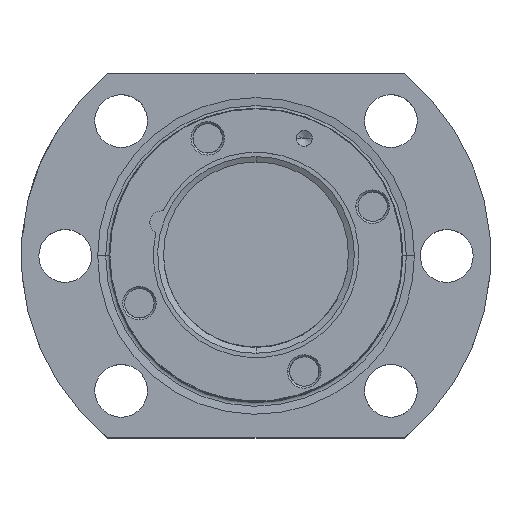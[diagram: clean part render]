
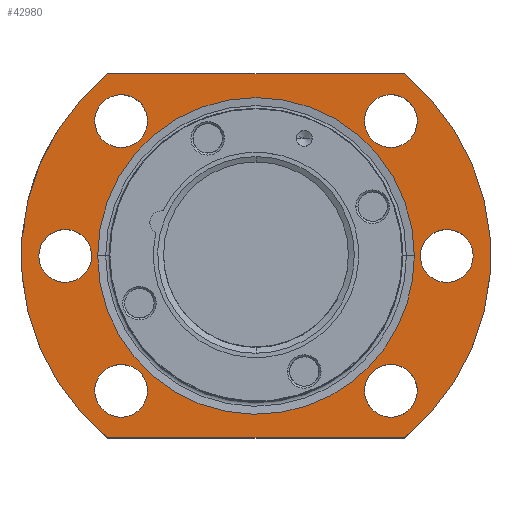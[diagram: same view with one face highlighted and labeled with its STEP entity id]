
A CAD part, top view. The second image highlights one B-rep face of the part: STEP entity #42980.
In plain terms, the highlighted planar face has unit normal (0, 0, 1).
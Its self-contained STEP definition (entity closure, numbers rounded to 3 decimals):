
#2310=CARTESIAN_POINT('',(32.5,0.,176.15));
#2320=DIRECTION('',(0.,0.,-1.));
#2330=DIRECTION('',(-1.,0.,0.));
#2340=AXIS2_PLACEMENT_3D('',#2310,#2320,#2330);
#2350=CIRCLE('',#2340,4.5);
#2360=CARTESIAN_POINT('',(30.778,4.157,176.15));
#2370=VERTEX_POINT('',#2360);
#2380=CARTESIAN_POINT('',(37.,0.,176.15));
#2390=VERTEX_POINT('',#2380);
#2400=EDGE_CURVE('',#2370,#2390,#2350,.T.);
#2540=CARTESIAN_POINT('',(28.,0.,176.15));
#2550=VERTEX_POINT('',#2540);
#2580=EDGE_CURVE('',#2550,#2370,#2350,.T.);
#2790=CARTESIAN_POINT('',(27.481,-22.981,176.15));
#2800=VERTEX_POINT('',#2790);
#2830=CARTESIAN_POINT('',(22.981,-22.981,176.15));
#2840=DIRECTION('',(0.,0.,-1.));
#2850=DIRECTION('',(-1.,0.,0.));
#2860=AXIS2_PLACEMENT_3D('',#2830,#2840,#2850);
#2870=CIRCLE('',#2860,4.5);
#2880=CARTESIAN_POINT('',(18.481,-22.981,176.15));
#2890=VERTEX_POINT('',#2880);
#2900=EDGE_CURVE('',#2800,#2890,#2870,.T.);
#3150=CARTESIAN_POINT('',(-32.5,0.,176.15));
#3160=DIRECTION('',(0.,0.,-1.));
#3170=DIRECTION('',(-1.,0.,0.));
#3180=AXIS2_PLACEMENT_3D('',#3150,#3160,#3170);
#3190=CIRCLE('',#3180,4.5);
#3200=CARTESIAN_POINT('',(-30.778,-4.157,176.15));
#3210=VERTEX_POINT('',#3200);
#3220=CARTESIAN_POINT('',(-37.,0.,176.15));
#3230=VERTEX_POINT('',#3220);
#3240=EDGE_CURVE('',#3210,#3230,#3190,.T.);
#3380=CARTESIAN_POINT('',(-28.,0.,176.15));
#3390=VERTEX_POINT('',#3380);
#3420=EDGE_CURVE('',#3390,#3210,#3190,.T.);
#4030=CARTESIAN_POINT('',(-27.481,22.981,176.15));
#4040=VERTEX_POINT('',#4030);
#4070=CARTESIAN_POINT('',(-22.981,22.981,176.15));
#4080=DIRECTION('',(0.,0.,-1.));
#4090=DIRECTION('',(-1.,0.,0.));
#4100=AXIS2_PLACEMENT_3D('',#4070,#4080,#4090);
#4110=CIRCLE('',#4100,4.5);
#4120=CARTESIAN_POINT('',(-24.703,27.138,176.15));
#4130=VERTEX_POINT('',#4120);
#4140=EDGE_CURVE('',#4040,#4130,#4110,.T.);
#4160=CARTESIAN_POINT('',(-18.481,22.981,176.15));
#4170=VERTEX_POINT('',#4160);
#4180=EDGE_CURVE('',#4130,#4170,#4110,.T.);
#4430=CARTESIAN_POINT('',(22.981,22.981,176.15));
#4440=DIRECTION('',(0.,0.,-1.));
#4450=DIRECTION('',(-1.,0.,0.));
#4460=AXIS2_PLACEMENT_3D('',#4430,#4440,#4450);
#4470=CIRCLE('',#4460,4.5);
#4480=CARTESIAN_POINT('',(21.259,27.138,176.15));
#4490=VERTEX_POINT('',#4480);
#4500=CARTESIAN_POINT('',(27.481,22.981,176.15));
#4510=VERTEX_POINT('',#4500);
#4520=EDGE_CURVE('',#4490,#4510,#4470,.T.);
#4660=CARTESIAN_POINT('',(18.481,22.981,176.15));
#4670=VERTEX_POINT('',#4660);
#4700=EDGE_CURVE('',#4670,#4490,#4470,.T.);
#4920=CARTESIAN_POINT('',(-25.278,31.,176.15));
#4930=VERTEX_POINT('',#4920);
#4960=CARTESIAN_POINT('',(0.,0.,
176.15));
#4970=DIRECTION('',(0.,0.,-1.));
#4980=DIRECTION('',(-1.,0.,0.));
#4990=AXIS2_PLACEMENT_3D('',#4960,#4970,#4980);
#5000=CIRCLE('',#4990,40.);
#5010=CARTESIAN_POINT('',(-25.278,-31.,176.15));
#5020=VERTEX_POINT('',#5010);
#5030=EDGE_CURVE('',#5020,#4930,#5000,.T.);
#10220=CARTESIAN_POINT('',(-27.481,-22.981,176.15));
#10230=VERTEX_POINT('',#10220);
#10260=CARTESIAN_POINT('',(-22.981,-22.981,176.15));
#10270=DIRECTION('',(0.,0.,-1.));
#10280=DIRECTION('',(-1.,0.,0.));
#10290=AXIS2_PLACEMENT_3D('',#10260,#10270,#10280);
#10300=CIRCLE('',#10290,4.5);
#10310=CARTESIAN_POINT('',(-24.703,-18.824,176.15));
#10320=VERTEX_POINT('',#10310);
#10330=EDGE_CURVE('',#10230,#10320,#10300,.T.);
#10350=CARTESIAN_POINT('',(-18.481,-22.981,176.15));
#10360=VERTEX_POINT('',#10350);
#10370=EDGE_CURVE('',#10320,#10360,#10300,.T.);
#10970=CARTESIAN_POINT('',(25.278,31.,176.15));
#10980=VERTEX_POINT('',#10970);
#11010=CARTESIAN_POINT('',(0.,31.,176.15));
#11020=DIRECTION('',(1.,0.,0.));
#11030=VECTOR('',#11020,1.);
#11040=LINE('',#11010,#11030);
#11050=EDGE_CURVE('',#4930,#10980,#11040,.T.);
#11550=CARTESIAN_POINT('',(25.278,-31.,176.15));
#11560=VERTEX_POINT('',#11550);
#11610=CARTESIAN_POINT('',(0.,-31.,176.15));
#11620=DIRECTION('',(1.,-0.,0.));
#11630=VECTOR('',#11620,1.);
#11640=LINE('',#11610,#11630);
#11650=EDGE_CURVE('',#5020,#11560,#11640,.T.);
#11840=CARTESIAN_POINT('',(0.,0.,
176.15));
#11850=DIRECTION('',(0.,0.,-1.));
#11860=DIRECTION('',(-1.,0.,0.));
#11870=AXIS2_PLACEMENT_3D('',#11840,#11850,#11860);
#11880=CIRCLE('',#11870,40.);
#11890=EDGE_CURVE('',#10980,#11560,#11880,.T.);
#40500=CARTESIAN_POINT('',(-26.979,0.,
176.15));
#40510=VERTEX_POINT('',#40500);
#40710=CARTESIAN_POINT('',(26.979,0.,176.15
));
#40720=VERTEX_POINT('',#40710);
#40750=CARTESIAN_POINT('',(0.,0.,
176.15));
#40760=DIRECTION('',(0.,0.,1.));
#40770=DIRECTION('',(1.,0.,0.));
#40780=AXIS2_PLACEMENT_3D('',#40750,#40760,#40770);
#40790=CIRCLE('',#40780,26.979);
#40800=CARTESIAN_POINT('',(8.739,-25.524,176.15));
#40810=VERTEX_POINT('',#40800);
#40820=EDGE_CURVE('',#40810,#40720,#40790,.T.);
#40840=EDGE_CURVE('',#40510,#40810,#40790,.T.);
#42420=CARTESIAN_POINT('',(75.954,-41.116,176.15));
#42430=DIRECTION('',(0.,0.,-1.));
#42440=DIRECTION('',(-1.,0.,-0.));
#42450=AXIS2_PLACEMENT_3D('',#42420,#42430,#42440);
#42460=PLANE('',#42450);
#42470=ORIENTED_EDGE('',*,*,#5030,.F.);
#42480=ORIENTED_EDGE('',*,*,#11050,.F.);
#42490=ORIENTED_EDGE('',*,*,#11890,.F.);
#42500=ORIENTED_EDGE('',*,*,#11650,.T.);
#42510=EDGE_LOOP('',(#42500,#42490,#42480,#42470));
#42520=FACE_OUTER_BOUND('',#42510,.T.);
#42530=EDGE_CURVE('',#3230,#3390,#3190,.T.);
#42540=ORIENTED_EDGE('',*,*,#42530,.T.);
#42550=ORIENTED_EDGE('',*,*,#3240,.T.);
#42560=ORIENTED_EDGE('',*,*,#3420,.T.);
#42570=EDGE_LOOP('',(#42560,#42550,#42540));
#42580=FACE_BOUND('',#42570,.T.);
#42590=EDGE_CURVE('',#10360,#10230,#10300,.T.);
#42600=ORIENTED_EDGE('',*,*,#42590,.T.);
#42610=ORIENTED_EDGE('',*,*,#10370,.T.);
#42620=ORIENTED_EDGE('',*,*,#10330,.T.);
#42630=EDGE_LOOP('',(#42620,#42610,#42600));
#42640=FACE_BOUND('',#42630,.T.);
#42650=ORIENTED_EDGE('',*,*,#40820,.F.);
#42660=EDGE_CURVE('',#40720,#40510,#40790,.T.);
#42670=ORIENTED_EDGE('',*,*,#42660,.F.);
#42680=ORIENTED_EDGE('',*,*,#40840,.F.);
#42690=EDGE_LOOP('',(#42680,#42670,#42650));
#42700=FACE_BOUND('',#42690,.T.);
#42710=EDGE_CURVE('',#4510,#4670,#4470,.T.);
#42720=ORIENTED_EDGE('',*,*,#42710,.T.);
#42730=ORIENTED_EDGE('',*,*,#4520,.T.);
#42740=ORIENTED_EDGE('',*,*,#4700,.T.);
#42750=EDGE_LOOP('',(#42740,#42730,#42720));
#42760=FACE_BOUND('',#42750,.T.);
#42770=EDGE_CURVE('',#2390,#2550,#2350,.T.);
#42780=ORIENTED_EDGE('',*,*,#42770,.T.);
#42790=ORIENTED_EDGE('',*,*,#2400,.T.);
#42800=ORIENTED_EDGE('',*,*,#2580,.T.);
#42810=EDGE_LOOP('',(#42800,#42790,#42780));
#42820=FACE_BOUND('',#42810,.T.);
#42830=ORIENTED_EDGE('',*,*,#2900,.T.);
#42840=CARTESIAN_POINT('',(21.259,-18.824,176.15));
#42850=VERTEX_POINT('',#42840);
#42860=EDGE_CURVE('',#42850,#2800,#2870,.T.);
#42870=ORIENTED_EDGE('',*,*,#42860,.T.);
#42880=EDGE_CURVE('',#2890,#42850,#2870,.T.);
#42890=ORIENTED_EDGE('',*,*,#42880,.T.);
#42900=EDGE_LOOP('',(#42890,#42870,#42830));
#42910=FACE_BOUND('',#42900,.T.);
#42920=EDGE_CURVE('',#4170,#4040,#4110,.T.);
#42930=ORIENTED_EDGE('',*,*,#42920,.T.);
#42940=ORIENTED_EDGE('',*,*,#4180,.T.);
#42950=ORIENTED_EDGE('',*,*,#4140,.T.);
#42960=EDGE_LOOP('',(#42950,#42940,#42930));
#42970=FACE_BOUND('',#42960,.T.);
#42980=ADVANCED_FACE('',(#42520,#42580,#42640,#42700,#42760,#42820,
#42910,#42970),#42460,.F.);
